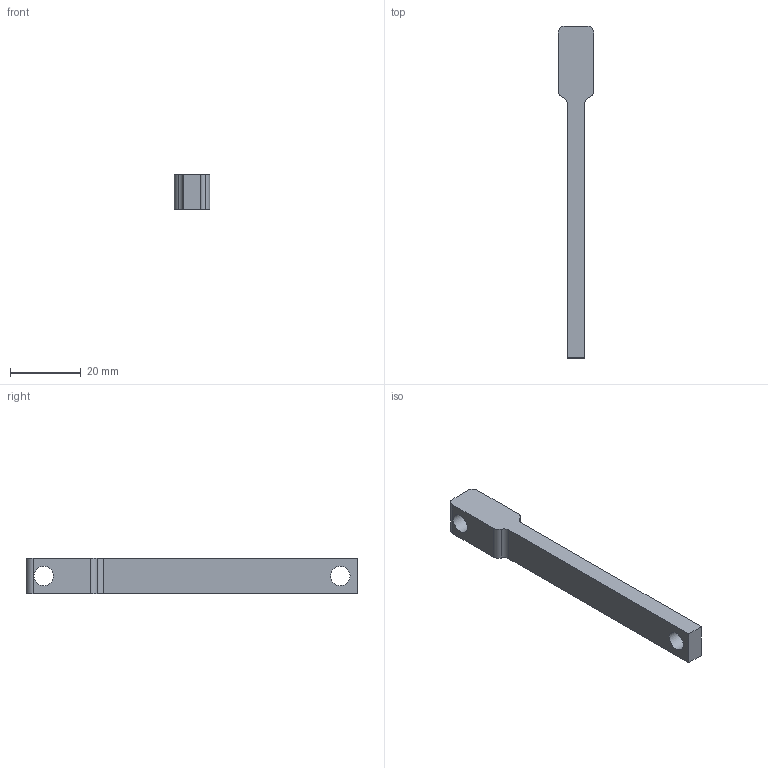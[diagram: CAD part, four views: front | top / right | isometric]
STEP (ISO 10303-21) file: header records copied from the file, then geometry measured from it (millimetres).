
FILE_DESCRIPTION(/* description */ (''),/* implementation_level */ '2;1');
FILE_NAME(/* name */ 'element_posredni.stp',/* time_stamp */ '2025-11-28T00:04:24+01:00',/* author */ ('juras'),/* organization */ (''),/* preprocessor_version */ 'ST-DEVELOPER v20',/* originating_system */ 'Autodesk Inventor 2025',/* authorisation */ '');
FILE_SCHEMA (('AUTOMOTIVE_DESIGN { 1 0 10303 214 3 1 1 }'));
Length unit declared in the file: millimetre
Products named in the file (1): element_posredni
Bounding box: 10 x 94 x 10 mm (x, y, z)
Volume: 5333.8 mm3; surface area: 3335.8 mm2
Topology: 1 solids, 1 shells, 16 faces, 42 edges, 29 vertices
Faces by surface type: cylinder 8, plane 8
Full cylindrical faces by diameter (mm): 5.5 x2
Entity records: 564 total; most frequent: DIRECTION 92, CARTESIAN_POINT 88, ORIENTED_EDGE 84, EDGE_CURVE 42, AXIS2_PLACEMENT_3D 33, VERTEX_POINT 28, LINE 26, VECTOR 26
